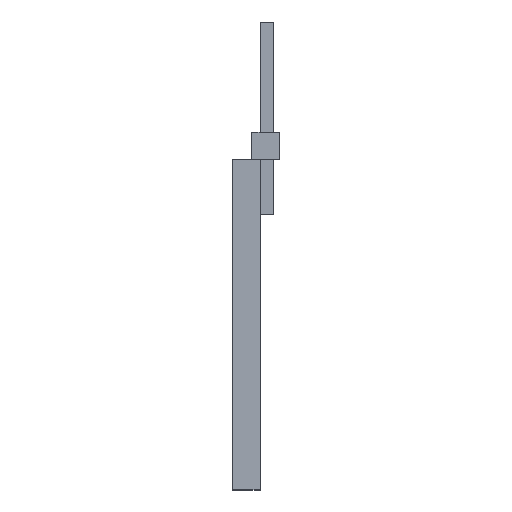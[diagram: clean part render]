
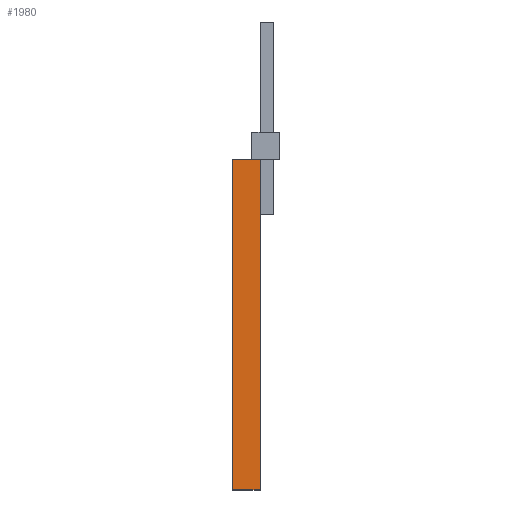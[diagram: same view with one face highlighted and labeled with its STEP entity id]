
A CAD part, left-side view. The second image highlights one B-rep face of the part: STEP entity #1980.
In plain terms, the highlighted planar face has unit normal (-1, 0, 0).
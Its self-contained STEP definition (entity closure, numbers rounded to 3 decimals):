
#46 = EDGE_CURVE ( 'NONE', #276, #485, #538, .T. ) ;
#101 = CARTESIAN_POINT ( 'NONE',  ( -6., 0., -6. ) ) ;
#276 = VERTEX_POINT ( 'NONE', #281 ) ;
#281 = CARTESIAN_POINT ( 'NONE',  ( -6., 1., 6. ) ) ;
#485 = VERTEX_POINT ( 'NONE', #1606 ) ;
#506 = VECTOR ( 'NONE', #1614, 1000. ) ;
#538 = LINE ( 'NONE', #1715, #1496 ) ;
#549 = EDGE_LOOP ( 'NONE', ( #1261, #1471, #794, #1730 ) ) ;
#556 = VECTOR ( 'NONE', #1030, 1000. ) ;
#712 = LINE ( 'NONE', #2216, #770 ) ;
#770 = VECTOR ( 'NONE', #1323, 1000. ) ;
#794 = ORIENTED_EDGE ( 'NONE', *, *, #1135, .F. ) ;
#1030 = DIRECTION ( 'NONE',  ( 0., -1., 0. ) ) ;
#1036 = PLANE ( 'NONE',  #1784 ) ;
#1045 = LINE ( 'NONE', #1903, #556 ) ;
#1051 = DIRECTION ( 'NONE',  ( 1., 0., 0. ) ) ;
#1135 = EDGE_CURVE ( 'NONE', #1355, #276, #712, .T. ) ;
#1261 = ORIENTED_EDGE ( 'NONE', *, *, #1542, .T. ) ;
#1323 = DIRECTION ( 'NONE',  ( 0., 0., 1. ) ) ;
#1355 = VERTEX_POINT ( 'NONE', #1724 ) ;
#1452 = CARTESIAN_POINT ( 'NONE',  ( -6., 0., 6. ) ) ;
#1471 = ORIENTED_EDGE ( 'NONE', *, *, #46, .F. ) ;
#1477 = DIRECTION ( 'NONE',  ( 0., -1., 0. ) ) ;
#1496 = VECTOR ( 'NONE', #1477, 1000. ) ;
#1542 = EDGE_CURVE ( 'NONE', #1824, #485, #1936, .T. ) ;
#1606 = CARTESIAN_POINT ( 'NONE',  ( -6., 0., 6. ) ) ;
#1614 = DIRECTION ( 'NONE',  ( 0., 0., 1. ) ) ;
#1715 = CARTESIAN_POINT ( 'NONE',  ( -6., 1., 6. ) ) ;
#1724 = CARTESIAN_POINT ( 'NONE',  ( -6., 1., -6. ) ) ;
#1730 = ORIENTED_EDGE ( 'NONE', *, *, #2212, .T. ) ;
#1784 = AXIS2_PLACEMENT_3D ( 'NONE', #2114, #1051, #2296 ) ;
#1824 = VERTEX_POINT ( 'NONE', #101 ) ;
#1903 = CARTESIAN_POINT ( 'NONE',  ( -6., 1., -6. ) ) ;
#1936 = LINE ( 'NONE', #1452, #506 ) ;
#1980 = ADVANCED_FACE ( 'NONE', ( #2247 ), #1036, .F. ) ;
#2114 = CARTESIAN_POINT ( 'NONE',  ( -6., 1., 6. ) ) ;
#2212 = EDGE_CURVE ( 'NONE', #1355, #1824, #1045, .T. ) ;
#2216 = CARTESIAN_POINT ( 'NONE',  ( -6., 1., 6. ) ) ;
#2247 = FACE_OUTER_BOUND ( 'NONE', #549, .T. ) ;
#2296 = DIRECTION ( 'NONE',  ( 0., 0., -1. ) ) ;
